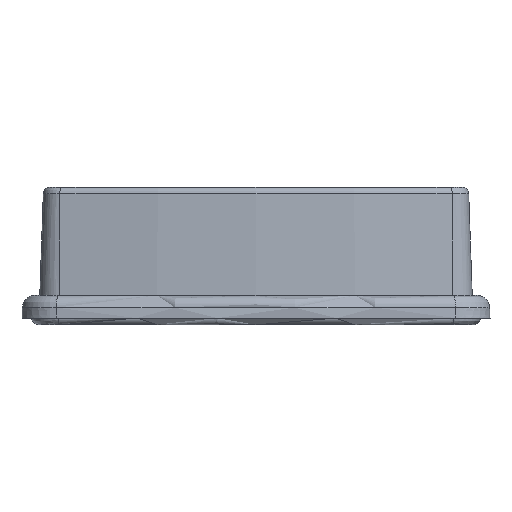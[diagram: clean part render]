
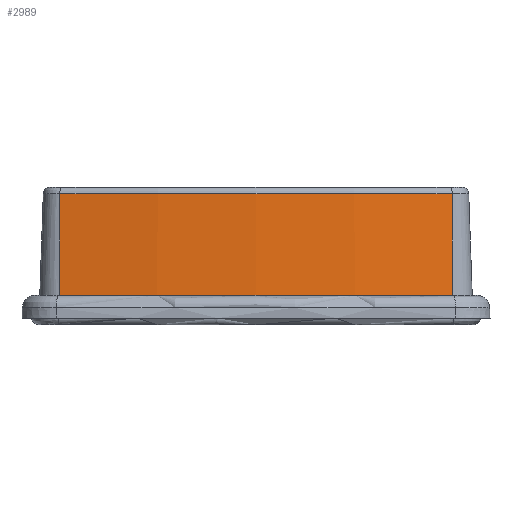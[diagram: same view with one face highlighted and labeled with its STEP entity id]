
A CAD part, front view. The second image highlights one B-rep face of the part: STEP entity #2989.
In plain terms, the highlighted conical face has half-angle 2 degrees and reference radius 180.116 mm.
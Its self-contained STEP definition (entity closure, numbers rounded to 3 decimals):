
#2082=AXIS2_PLACEMENT_3D('Circle Axis2P3D',#2080,#2081,$) ;
#2969=AXIS2_PLACEMENT_3D('Cone Axis2P3D',#2966,#2967,#2968) ;
#2980=AXIS2_PLACEMENT_3D('Circle Axis2P3D',#2978,#2979,$) ;
#2077=CARTESIAN_POINT('Vertex',(64.495,5.079,17.4)) ;
#2080=CARTESIAN_POINT('Axis2P3D Location',(35.04,183.04,17.4)) ;
#2084=CARTESIAN_POINT('Vertex',(5.586,5.079,17.4)) ;
#2940=CARTESIAN_POINT('Control Point',(64.408,5.604,32.635)) ;
#2941=CARTESIAN_POINT('Control Point',(64.437,5.429,27.557)) ;
#2942=CARTESIAN_POINT('Control Point',(64.466,5.254,22.478)) ;
#2943=CARTESIAN_POINT('Control Point',(64.495,5.079,17.4)) ;
#2944=CARTESIAN_POINT('Vertex',(64.408,5.604,32.635)) ;
#2966=CARTESIAN_POINT('Axis2P3D Location',(35.04,183.04,25.017)) ;
#2971=CARTESIAN_POINT('Line Origine',(-2829.02,-17121.351,-497091.479)) ;
#2975=CARTESIAN_POINT('Vertex',(5.673,5.604,32.635)) ;
#2978=CARTESIAN_POINT('Axis2P3D Location',(35.04,183.04,32.635)) ;
#2081=DIRECTION('Axis2P3D Direction',(0.,0.,1.)) ;
#2967=DIRECTION('Axis2P3D Direction',(0.,0.,-1.)) ;
#2968=DIRECTION('Axis2P3D XDirection',(0.163,0.987,0.)) ;
#2972=DIRECTION('Vector Direction',(-0.006,-0.034,-0.999)) ;
#2979=DIRECTION('Axis2P3D Direction',(-0.,0.,-1.)) ;
#2973=VECTOR('Line Direction',#2972,1.) ;
#2984=ORIENTED_EDGE('',*,*,#2977,.T.) ;
#2985=ORIENTED_EDGE('',*,*,#2086,.T.) ;
#2986=ORIENTED_EDGE('',*,*,#2946,.F.) ;
#2987=ORIENTED_EDGE('',*,*,#2982,.T.) ;
#2989=ADVANCED_FACE('Koerper1',(#2988),#2970,.T.) ;
#2939=B_SPLINE_CURVE_WITH_KNOTS('',3,(#2940,#2941,#2942,#2943),.UNSPECIFIED.,.F.,.U.,(4,4),(0.051,15.295),.UNSPECIFIED.) ;
#2083=CIRCLE('generated circle',#2082,180.382) ;
#2981=CIRCLE('generated circle',#2980,179.85) ;
#2970=CONICAL_SURFACE('Cone',#2969,180.116,0.035) ;
#2086=EDGE_CURVE('',#2085,#2078,#2083,.T.) ;
#2946=EDGE_CURVE('',#2945,#2078,#2939,.T.) ;
#2977=EDGE_CURVE('',#2976,#2085,#2974,.T.) ;
#2982=EDGE_CURVE('',#2945,#2976,#2981,.T.) ;
#2983=EDGE_LOOP('',(#2984,#2985,#2986,#2987)) ;
#2988=FACE_OUTER_BOUND('',#2983,.T.) ;
#2974=LINE('Line',#2971,#2973) ;
#2078=VERTEX_POINT('',#2077) ;
#2085=VERTEX_POINT('',#2084) ;
#2945=VERTEX_POINT('',#2944) ;
#2976=VERTEX_POINT('',#2975) ;
